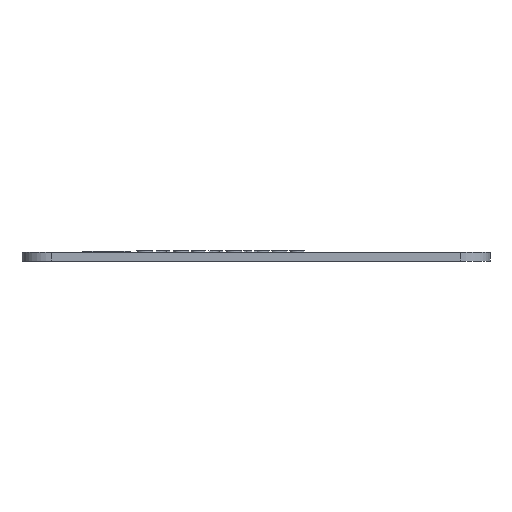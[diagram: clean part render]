
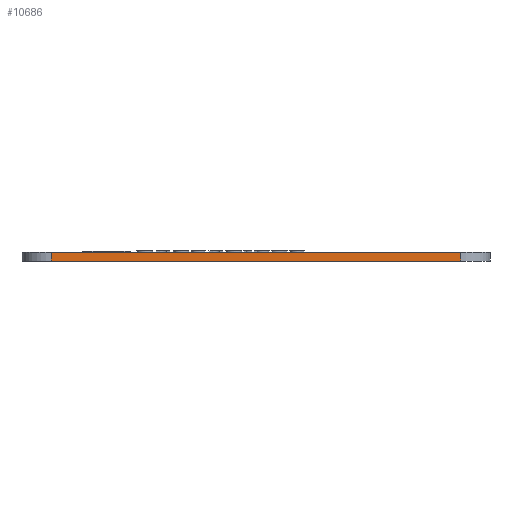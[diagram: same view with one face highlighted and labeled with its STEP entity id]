
A CAD part, front view. The second image highlights one B-rep face of the part: STEP entity #10686.
In plain terms, the highlighted planar face has unit normal (0, -1, 0).
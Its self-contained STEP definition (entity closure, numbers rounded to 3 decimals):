
#985=FACE_OUTER_BOUND('',#1595,.T.);
#1595=EDGE_LOOP('',(#7376,#7377,#7378,#7379));
#2212=LINE('',#13707,#3186);
#2453=LINE('',#15044,#3427);
#2454=LINE('',#15047,#3428);
#2455=LINE('',#15048,#3429);
#3186=VECTOR('',#11780,10.);
#3427=VECTOR('',#12087,10.);
#3428=VECTOR('',#12090,10.);
#3429=VECTOR('',#12091,10.);
#4157=VERTEX_POINT('',#13704);
#4158=VERTEX_POINT('',#13706);
#4560=VERTEX_POINT('',#15040);
#4562=VERTEX_POINT('',#15046);
#5280=EDGE_CURVE('',#4157,#4158,#2212,.T.);
#5685=EDGE_CURVE('',#4158,#4560,#2453,.T.);
#5686=EDGE_CURVE('',#4562,#4157,#2454,.T.);
#5687=EDGE_CURVE('',#4562,#4560,#2455,.T.);
#7376=ORIENTED_EDGE('',*,*,#5685,.F.);
#7377=ORIENTED_EDGE('',*,*,#5280,.F.);
#7378=ORIENTED_EDGE('',*,*,#5686,.F.);
#7379=ORIENTED_EDGE('',*,*,#5687,.T.);
#10310=PLANE('',#11317);
#10686=ADVANCED_FACE('',(#985),#10310,.T.);
#11317=AXIS2_PLACEMENT_3D('',#15045,#12088,#12089);
#11780=DIRECTION('',(1.,0.,0.));
#12087=DIRECTION('',(0.,0.,-1.));
#12088=DIRECTION('center_axis',(0.,-1.,0.));
#12089=DIRECTION('ref_axis',(1.,0.,0.));
#12090=DIRECTION('',(0.,0.,1.));
#12091=DIRECTION('',(1.,0.,0.));
#13704=CARTESIAN_POINT('',(-5.83,-49.01,1.5));
#13706=CARTESIAN_POINT('',(64.12,-49.01,1.5));
#13707=CARTESIAN_POINT('',(-10.83,-49.01,1.5));
#15040=CARTESIAN_POINT('',(64.12,-49.01,0.));
#15044=CARTESIAN_POINT('',(64.12,-49.01,0.));
#15045=CARTESIAN_POINT('Origin',(-10.83,-49.01,0.));
#15046=CARTESIAN_POINT('',(-5.83,-49.01,0.));
#15047=CARTESIAN_POINT('',(-5.83,-49.01,0.));
#15048=CARTESIAN_POINT('',(-10.83,-49.01,0.));
